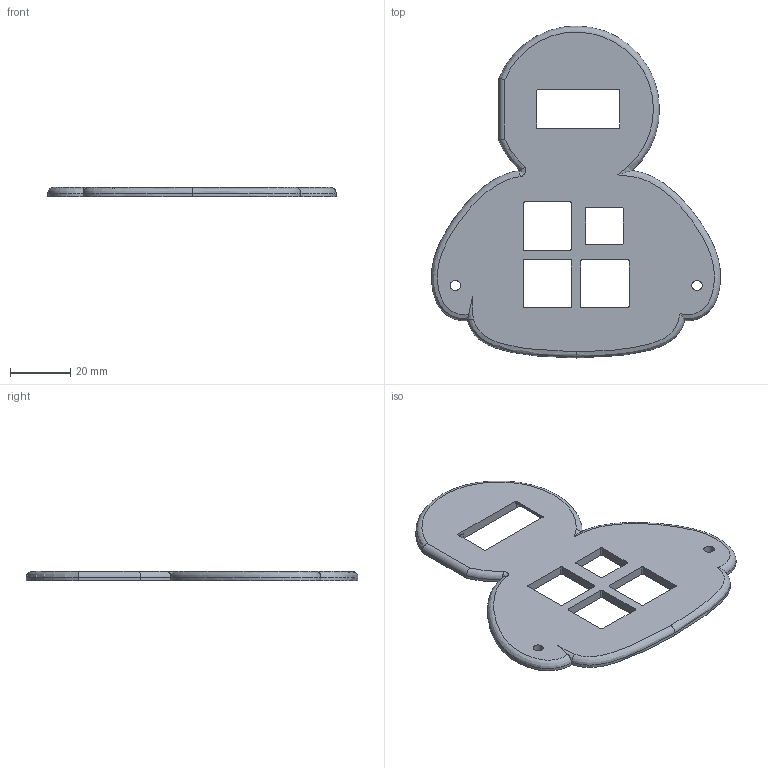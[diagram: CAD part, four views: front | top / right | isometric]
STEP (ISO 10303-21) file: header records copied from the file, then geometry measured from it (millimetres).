
FILE_DESCRIPTION(/* description */ (''),/* implementation_level */ '2;1');
FILE_NAME(/* name */ 'top_case.step',/* time_stamp */ '2025-12-29T20:30:01+04:00',/* author */ (''),/* organization */ (''),/* preprocessor_version */ 'ST-DEVELOPER v20.1',/* originating_system */ 'Autodesk Translation Framework v14.21.0.0',/* authorisation */ '');
FILE_SCHEMA (('AUTOMOTIVE_DESIGN { 1 0 10303 214 3 1 1 }'));
Length unit declared in the file: millimetre
Products named in the file (1): 2025-12-29-19-44-18-753
Bounding box: 95.69 x 109.93 x 3 mm (x, y, z)
Volume: 16479.5 mm3; surface area: 13258.3 mm2
Topology: 1 solids, 1 shells, 79 faces, 225 edges, 148 vertices
Faces by surface type: plane 36, cylinder 28, bspline 13, torus 2
Full cylindrical faces by diameter (mm): 3.4 x2
Entity records: 4205 total; most frequent: CARTESIAN_POINT 2135, ORIENTED_EDGE 450, DIRECTION 384, EDGE_CURVE 225, VERTEX_POINT 148, LINE 136, VECTOR 136, AXIS2_PLACEMENT_3D 124
